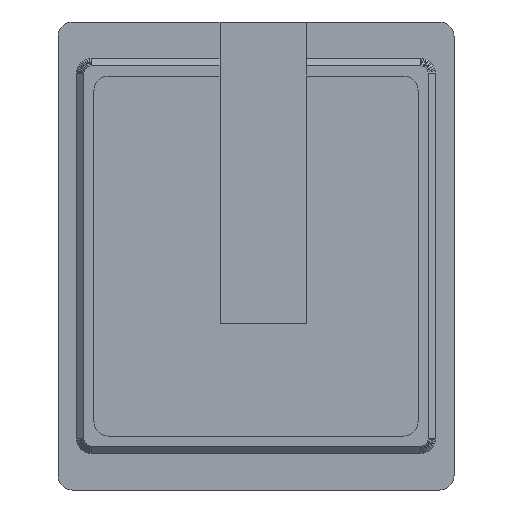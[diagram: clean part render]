
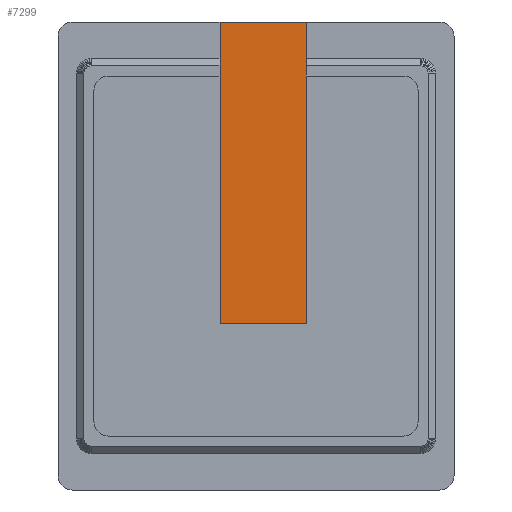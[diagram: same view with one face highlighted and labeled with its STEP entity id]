
A CAD part, front view. The second image highlights one B-rep face of the part: STEP entity #7299.
In plain terms, the highlighted planar face has unit normal (0, -1, 0).
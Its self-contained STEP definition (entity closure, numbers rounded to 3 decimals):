
#99 = PLANE('',#100);
#100 = AXIS2_PLACEMENT_3D('',#101,#102,#103);
#101 = CARTESIAN_POINT('',(22.5,-2.319,65.));
#102 = DIRECTION('',(1.,0.,0.));
#103 = DIRECTION('',(0.,1.,0.));
#1133 = PLANE('',#1134);
#1134 = AXIS2_PLACEMENT_3D('',#1135,#1136,#1137);
#1135 = CARTESIAN_POINT('',(27.5,4.,65.));
#1136 = DIRECTION('',(0.,0.,1.));
#1137 = DIRECTION('',(1.,0.,0.));
#1160 = PLANE('',#1161);
#1161 = AXIS2_PLACEMENT_3D('',#1162,#1163,#1164);
#1162 = CARTESIAN_POINT('',(34.5,4.025,65.));
#1163 = DIRECTION('',(-1.,0.,0.));
#1164 = DIRECTION('',(0.,-1.,0.));
#2556 = VERTEX_POINT('',#2557);
#2557 = CARTESIAN_POINT('',(22.5,4.025,65.));
#2680 = VERTEX_POINT('',#2681);
#2681 = CARTESIAN_POINT('',(22.5,4.025,23.09));
#2695 = PLANE('',#2696);
#2696 = AXIS2_PLACEMENT_3D('',#2697,#2698,#2699);
#2697 = CARTESIAN_POINT('',(28.5,0.853,23.09));
#2698 = DIRECTION('',(0.,0.,1.));
#2699 = DIRECTION('',(1.,0.,0.));
#2707 = EDGE_CURVE('',#2556,#2680,#2708,.T.);
#2708 = SURFACE_CURVE('',#2709,(#2713,#2720),.PCURVE_S1.);
#2709 = LINE('',#2710,#2711);
#2710 = CARTESIAN_POINT('',(22.5,4.025,65.));
#2711 = VECTOR('',#2712,1.);
#2712 = DIRECTION('',(-0.,-0.,-1.));
#2713 = PCURVE('',#99,#2714);
#2714 = DEFINITIONAL_REPRESENTATION('',(#2715),#2719);
#2715 = LINE('',#2716,#2717);
#2716 = CARTESIAN_POINT('',(6.344,0.));
#2717 = VECTOR('',#2718,1.);
#2718 = DIRECTION('',(0.,-1.));
#2719 = ( GEOMETRIC_REPRESENTATION_CONTEXT(2) 
PARAMETRIC_REPRESENTATION_CONTEXT() REPRESENTATION_CONTEXT('2D SPACE',''
  ) );
#2720 = PCURVE('',#2721,#2726);
#2721 = PLANE('',#2722);
#2722 = AXIS2_PLACEMENT_3D('',#2723,#2724,#2725);
#2723 = CARTESIAN_POINT('',(22.5,4.025,65.));
#2724 = DIRECTION('',(0.,-1.,0.));
#2725 = DIRECTION('',(1.,0.,0.));
#2726 = DEFINITIONAL_REPRESENTATION('',(#2727),#2731);
#2727 = LINE('',#2728,#2729);
#2728 = CARTESIAN_POINT('',(0.,0.));
#2729 = VECTOR('',#2730,1.);
#2730 = DIRECTION('',(0.,-1.));
#2731 = ( GEOMETRIC_REPRESENTATION_CONTEXT(2) 
PARAMETRIC_REPRESENTATION_CONTEXT() REPRESENTATION_CONTEXT('2D SPACE',''
  ) );
#3367 = EDGE_CURVE('',#2556,#3368,#3370,.T.);
#3368 = VERTEX_POINT('',#3369);
#3369 = CARTESIAN_POINT('',(34.5,4.025,65.));
#3370 = SURFACE_CURVE('',#3371,(#3375,#3382),.PCURVE_S1.);
#3371 = LINE('',#3372,#3373);
#3372 = CARTESIAN_POINT('',(22.5,4.025,65.));
#3373 = VECTOR('',#3374,1.);
#3374 = DIRECTION('',(1.,0.,0.));
#3375 = PCURVE('',#1133,#3376);
#3376 = DEFINITIONAL_REPRESENTATION('',(#3377),#3381);
#3377 = LINE('',#3378,#3379);
#3378 = CARTESIAN_POINT('',(-5.,0.025));
#3379 = VECTOR('',#3380,1.);
#3380 = DIRECTION('',(1.,0.));
#3381 = ( GEOMETRIC_REPRESENTATION_CONTEXT(2) 
PARAMETRIC_REPRESENTATION_CONTEXT() REPRESENTATION_CONTEXT('2D SPACE',''
  ) );
#3382 = PCURVE('',#2721,#3383);
#3383 = DEFINITIONAL_REPRESENTATION('',(#3384),#3388);
#3384 = LINE('',#3385,#3386);
#3385 = CARTESIAN_POINT('',(0.,0.));
#3386 = VECTOR('',#3387,1.);
#3387 = DIRECTION('',(1.,0.));
#3388 = ( GEOMETRIC_REPRESENTATION_CONTEXT(2) 
PARAMETRIC_REPRESENTATION_CONTEXT() REPRESENTATION_CONTEXT('2D SPACE',''
  ) );
#5541 = EDGE_CURVE('',#3368,#5542,#5544,.T.);
#5542 = VERTEX_POINT('',#5543);
#5543 = CARTESIAN_POINT('',(34.5,4.025,23.09));
#5544 = SURFACE_CURVE('',#5545,(#5549,#5556),.PCURVE_S1.);
#5545 = LINE('',#5546,#5547);
#5546 = CARTESIAN_POINT('',(34.5,4.025,65.));
#5547 = VECTOR('',#5548,1.);
#5548 = DIRECTION('',(-0.,-0.,-1.));
#5549 = PCURVE('',#1160,#5550);
#5550 = DEFINITIONAL_REPRESENTATION('',(#5551),#5555);
#5551 = LINE('',#5552,#5553);
#5552 = CARTESIAN_POINT('',(0.,0.));
#5553 = VECTOR('',#5554,1.);
#5554 = DIRECTION('',(0.,-1.));
#5555 = ( GEOMETRIC_REPRESENTATION_CONTEXT(2) 
PARAMETRIC_REPRESENTATION_CONTEXT() REPRESENTATION_CONTEXT('2D SPACE',''
  ) );
#5556 = PCURVE('',#2721,#5557);
#5557 = DEFINITIONAL_REPRESENTATION('',(#5558),#5562);
#5558 = LINE('',#5559,#5560);
#5559 = CARTESIAN_POINT('',(12.,0.));
#5560 = VECTOR('',#5561,1.);
#5561 = DIRECTION('',(0.,-1.));
#5562 = ( GEOMETRIC_REPRESENTATION_CONTEXT(2) 
PARAMETRIC_REPRESENTATION_CONTEXT() REPRESENTATION_CONTEXT('2D SPACE',''
  ) );
#7299 = ADVANCED_FACE('',(#7300),#2721,.T.);
#7300 = FACE_BOUND('',#7301,.T.);
#7301 = EDGE_LOOP('',(#7302,#7303,#7324,#7325));
#7302 = ORIENTED_EDGE('',*,*,#2707,.T.);
#7303 = ORIENTED_EDGE('',*,*,#7304,.T.);
#7304 = EDGE_CURVE('',#2680,#5542,#7305,.T.);
#7305 = SURFACE_CURVE('',#7306,(#7310,#7317),.PCURVE_S1.);
#7306 = LINE('',#7307,#7308);
#7307 = CARTESIAN_POINT('',(22.5,4.025,23.09));
#7308 = VECTOR('',#7309,1.);
#7309 = DIRECTION('',(1.,0.,0.));
#7310 = PCURVE('',#2721,#7311);
#7311 = DEFINITIONAL_REPRESENTATION('',(#7312),#7316);
#7312 = LINE('',#7313,#7314);
#7313 = CARTESIAN_POINT('',(0.,-41.91));
#7314 = VECTOR('',#7315,1.);
#7315 = DIRECTION('',(1.,0.));
#7316 = ( GEOMETRIC_REPRESENTATION_CONTEXT(2) 
PARAMETRIC_REPRESENTATION_CONTEXT() REPRESENTATION_CONTEXT('2D SPACE',''
  ) );
#7317 = PCURVE('',#2695,#7318);
#7318 = DEFINITIONAL_REPRESENTATION('',(#7319),#7323);
#7319 = LINE('',#7320,#7321);
#7320 = CARTESIAN_POINT('',(-6.,3.172));
#7321 = VECTOR('',#7322,1.);
#7322 = DIRECTION('',(1.,0.));
#7323 = ( GEOMETRIC_REPRESENTATION_CONTEXT(2) 
PARAMETRIC_REPRESENTATION_CONTEXT() REPRESENTATION_CONTEXT('2D SPACE',''
  ) );
#7324 = ORIENTED_EDGE('',*,*,#5541,.F.);
#7325 = ORIENTED_EDGE('',*,*,#3367,.F.);
